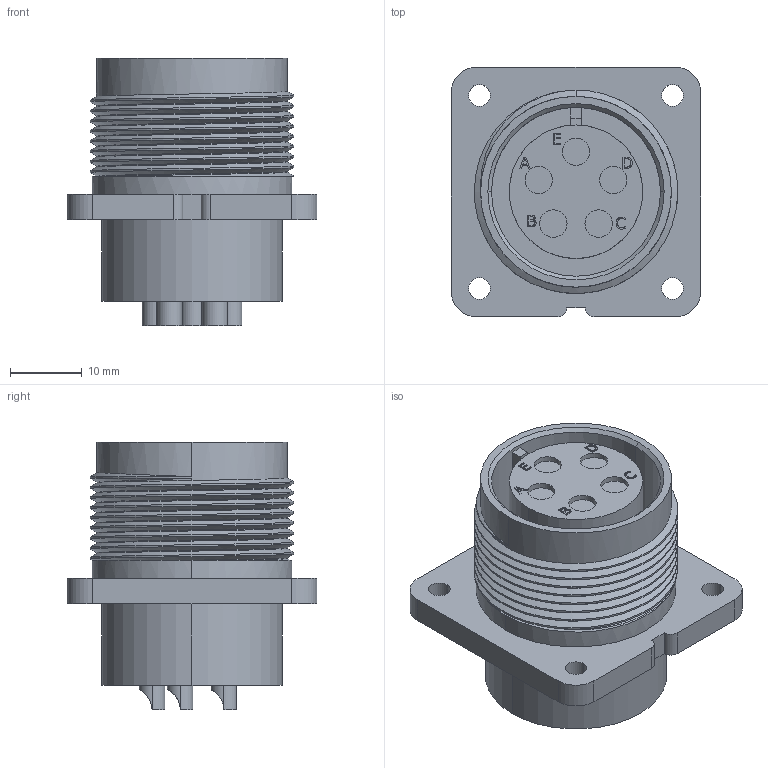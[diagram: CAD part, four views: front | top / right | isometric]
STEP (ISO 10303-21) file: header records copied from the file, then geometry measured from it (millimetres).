
FILE_DESCRIPTION (( 'STEP AP203' ), '1' );
FILE_NAME ('Part3^CXS3102A1811S.STEP', '2016-08-01T16:47:07', ( '' ), ( '' ), 'SwSTEP 2.0', 'SolidWorks 2014', '' );
FILE_SCHEMA (( 'CONFIG_CONTROL_DESIGN' ));
Length unit declared in the file: inch
Products named in the file (1): Part3^CXS3102A1811S
Bounding box: 34.92 x 34.92 x 37.47 mm (x, y, z)
Volume: 15600.9 mm3; surface area: 9933.4 mm2
Topology: 1 solids, 1 shells, 327 faces, 846 edges, 548 vertices
Faces by surface type: plane 143, cylinder 100, bspline 72, sphere 7, cone 5
Entity records: 13711 total; most frequent: CARTESIAN_POINT 6305, ORIENTED_EDGE 1672, DIRECTION 1248, EDGE_CURVE 836, VERTEX_POINT 545, VECTOR 488, LINE 488, AXIS2_PLACEMENT_3D 380
